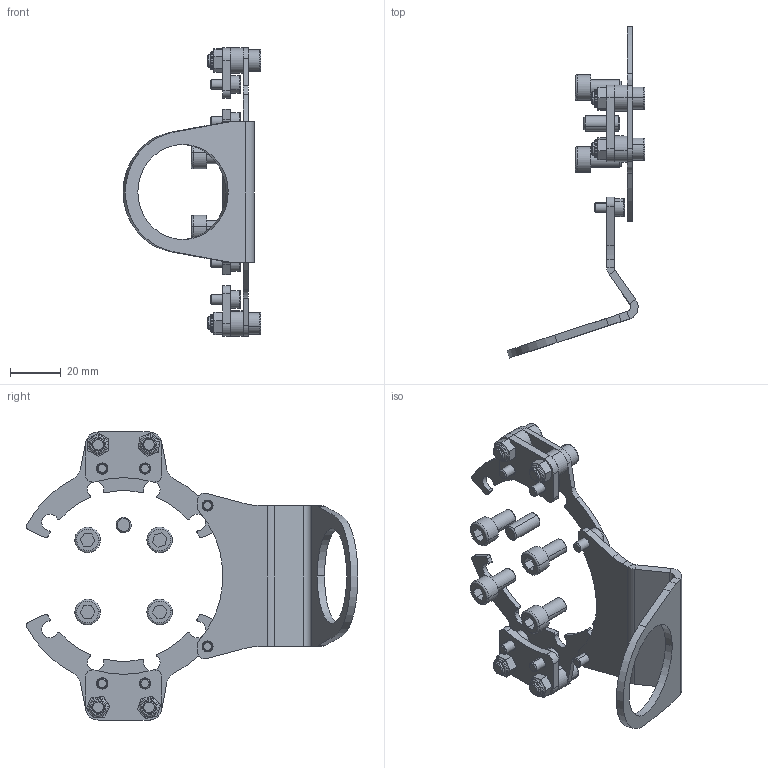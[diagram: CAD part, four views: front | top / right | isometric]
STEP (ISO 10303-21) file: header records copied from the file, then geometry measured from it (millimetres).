
FILE_DESCRIPTION (( 'STEP AP203' ), '1' );
FILE_NAME ('P5314.STEP', '2019-07-08T09:27:12', ( 'admin' ), ( '' ), 'SwSTEP 2.0', 'SolidWorks 2017', '' );
FILE_SCHEMA (( 'CONFIG_CONTROL_DESIGN' ));
Length unit declared in the file: millimetre
Products named in the file (1): P5314
Bounding box: 54.15 x 130.26 x 113.08 mm (x, y, z)
Volume: 26863.5 mm3; surface area: 26118.1 mm2
Topology: 28 solids, 28 shells, 552 faces, 1280 edges, 812 vertices
Faces by surface type: plane 252, cylinder 216, torus 44, cone 40
Entity records: 15871 total; most frequent: DIRECTION 2970, CARTESIAN_POINT 2645, ORIENTED_EDGE 2560, EDGE_CURVE 1280, AXIS2_PLACEMENT_3D 1137, VERTEX_POINT 812, VECTOR 696, LINE 696
